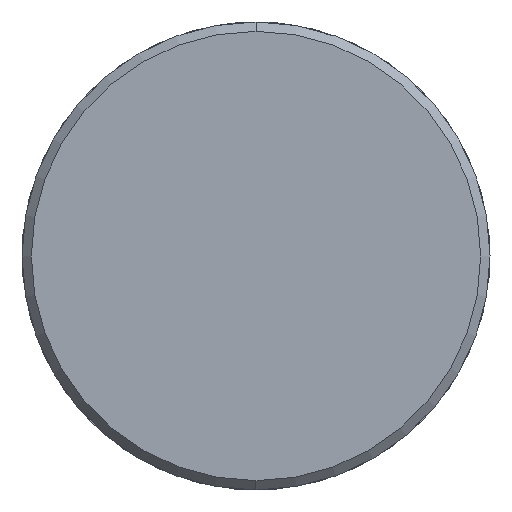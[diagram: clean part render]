
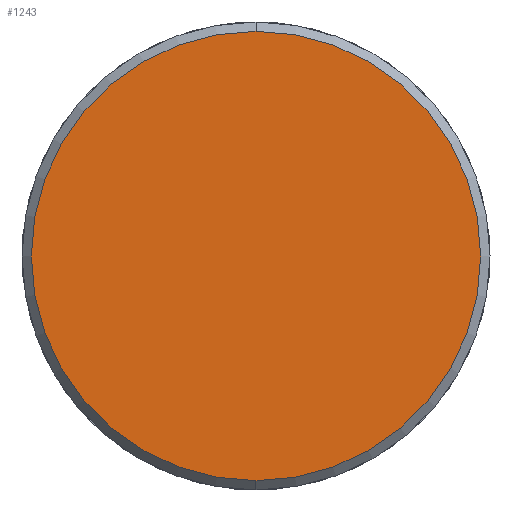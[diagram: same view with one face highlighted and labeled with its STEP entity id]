
A CAD part, front view. The second image highlights one B-rep face of the part: STEP entity #1243.
In plain terms, the highlighted face is planar.
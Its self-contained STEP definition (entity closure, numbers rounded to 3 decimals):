
#30 = CARTESIAN_POINT ( 'NONE',  ( 0., 3.5, 0. ) ) ;
#67 = AXIS2_PLACEMENT_3D ( 'NONE', #970, #325, #334 ) ;
#200 = CARTESIAN_POINT ( 'NONE',  ( 0., 3.5, 0. ) ) ;
#211 = FACE_OUTER_BOUND ( 'NONE', #1527, .T. ) ;
#325 = DIRECTION ( 'NONE',  ( 0., 1., 0. ) ) ;
#334 = DIRECTION ( 'NONE',  ( 0., 0., -1. ) ) ;
#335 = PLANE ( 'NONE',  #1994 ) ;
#433 = EDGE_CURVE ( 'NONE', #634, #800, #1245, .T. ) ;
#486 = DIRECTION ( 'NONE',  ( 0., 0., -1. ) ) ;
#496 = EDGE_CURVE ( 'NONE', #800, #634, #1351, .T. ) ;
#634 = VERTEX_POINT ( 'NONE', #1781 ) ;
#800 = VERTEX_POINT ( 'NONE', #1642 ) ;
#812 = DIRECTION ( 'NONE',  ( 0., 1., 0. ) ) ;
#907 = ORIENTED_EDGE ( 'NONE', *, *, #433, .T. ) ;
#970 = CARTESIAN_POINT ( 'NONE',  ( 0., 3.5, 0. ) ) ;
#1052 = ORIENTED_EDGE ( 'NONE', *, *, #496, .T. ) ;
#1243 = ADVANCED_FACE ( 'NONE', ( #211 ), #335, .F. ) ;
#1245 = CIRCLE ( 'NONE', #67, 24. ) ;
#1314 = DIRECTION ( 'NONE',  ( 0., 0., -1. ) ) ;
#1351 = CIRCLE ( 'NONE', #1399, 24. ) ;
#1399 = AXIS2_PLACEMENT_3D ( 'NONE', #30, #812, #486 ) ;
#1527 = EDGE_LOOP ( 'NONE', ( #907, #1052 ) ) ;
#1642 = CARTESIAN_POINT ( 'NONE',  ( 0., 3.5, 24. ) ) ;
#1750 = DIRECTION ( 'NONE',  ( 0., -1., 0. ) ) ;
#1781 = CARTESIAN_POINT ( 'NONE',  ( 0., 3.5, -24. ) ) ;
#1994 = AXIS2_PLACEMENT_3D ( 'NONE', #200, #1750, #1314 ) ;
